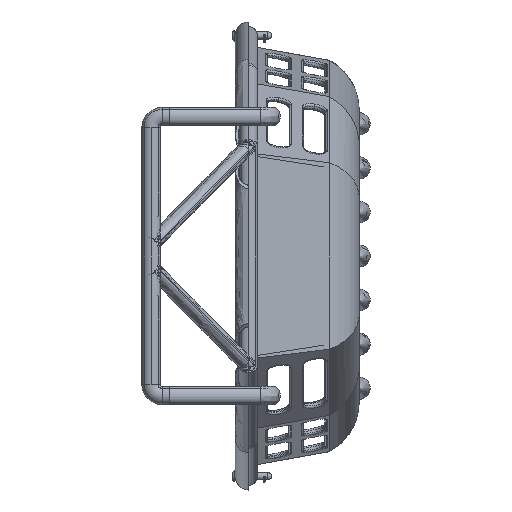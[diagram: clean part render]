
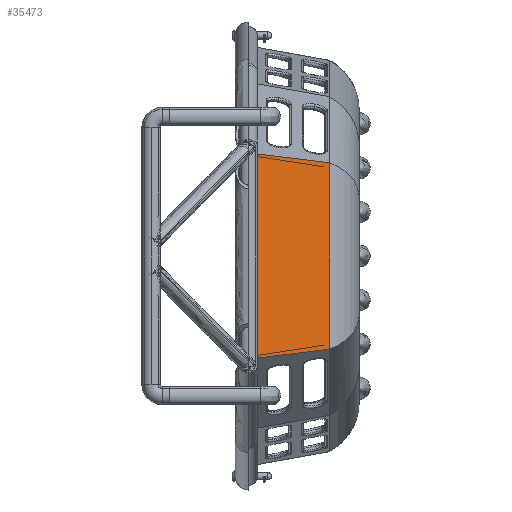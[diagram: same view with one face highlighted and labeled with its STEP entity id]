
A CAD part, left-side view. The second image highlights one B-rep face of the part: STEP entity #35473.
In plain terms, the highlighted face is planar.
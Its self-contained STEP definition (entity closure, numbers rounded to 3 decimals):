
#826 = VERTEX_POINT ( 'NONE', #70146 ) ;
#1100 = CARTESIAN_POINT ( 'NONE',  ( 1036., 0., -133.207 ) ) ;
#2605 = DIRECTION ( 'NONE',  ( -0.174, -0.977, -0.12 ) ) ;
#2839 = DIRECTION ( 'NONE',  ( 0.984, -0.176, 0. ) ) ;
#3160 = ORIENTED_EDGE ( 'NONE', *, *, #69361, .F. ) ;
#3183 = CARTESIAN_POINT ( 'NONE',  ( 1026.194, -55., -133.65 ) ) ;
#3687 = CARTESIAN_POINT ( 'NONE',  ( 1016.389, -110., 0. ) ) ;
#4945 = ORIENTED_EDGE ( 'NONE', *, *, #71398, .T. ) ;
#9091 = VECTOR ( 'NONE', #61514, 1000. ) ;
#10151 = VERTEX_POINT ( 'NONE', #1100 ) ;
#11240 = EDGE_CURVE ( 'NONE', #826, #31818, #54616, .T. ) ;
#12882 = VERTEX_POINT ( 'NONE', #53831 ) ;
#14931 = DIRECTION ( 'NONE',  ( 0., 0., -1. ) ) ;
#15572 = VECTOR ( 'NONE', #52086, 1000. ) ;
#19394 = VERTEX_POINT ( 'NONE', #48179 ) ;
#20154 = DIRECTION ( 'NONE',  ( 0., 0., 1. ) ) ;
#23561 = EDGE_CURVE ( 'NONE', #12882, #31818, #72647, .T. ) ;
#26853 = VERTEX_POINT ( 'NONE', #32180 ) ;
#29972 = DIRECTION ( 'NONE',  ( 0., 0., -1. ) ) ;
#31818 = VERTEX_POINT ( 'NONE', #63604 ) ;
#32180 = CARTESIAN_POINT ( 'NONE',  ( 1036., 0., 133.207 ) ) ;
#32548 = ORIENTED_EDGE ( 'NONE', *, *, #64350, .F. ) ;
#34325 = AXIS2_PLACEMENT_3D ( 'NONE', #36779, #2839, #2605 ) ;
#34504 = ORIENTED_EDGE ( 'NONE', *, *, #37118, .T. ) ;
#34886 = CARTESIAN_POINT ( 'NONE',  ( 1036., 0., 0. ) ) ;
#35473 = ADVANCED_FACE ( 'NONE', ( #48562 ), #64978, .T. ) ;
#36779 = CARTESIAN_POINT ( 'NONE',  ( 1036., 0., 140.385 ) ) ;
#36901 = VECTOR ( 'NONE', #14931, 1000. ) ;
#37118 = EDGE_CURVE ( 'NONE', #19394, #12882, #69820, .T. ) ;
#37121 = DIRECTION ( 'NONE',  ( -0.174, -0.977, 0.12 ) ) ;
#38050 = CARTESIAN_POINT ( 'NONE',  ( 1026.194, -55., 133.65 ) ) ;
#48179 = CARTESIAN_POINT ( 'NONE',  ( 1036., 0., 140.385 ) ) ;
#48562 = FACE_OUTER_BOUND ( 'NONE', #64769, .T. ) ;
#50201 = ORIENTED_EDGE ( 'NONE', *, *, #23561, .T. ) ;
#52054 = LINE ( 'NONE', #70777, #59202 ) ;
#52086 = DIRECTION ( 'NONE',  ( 0., 0., -1. ) ) ;
#53831 = CARTESIAN_POINT ( 'NONE',  ( 1016.389, -110., 126.916 ) ) ;
#54616 = LINE ( 'NONE', #3183, #60093 ) ;
#57558 = LINE ( 'NONE', #59152, #68330 ) ;
#59152 = CARTESIAN_POINT ( 'NONE',  ( 1036., 0., 0. ) ) ;
#59202 = VECTOR ( 'NONE', #20154, 1000. ) ;
#60093 = VECTOR ( 'NONE', #37121, 1000. ) ;
#61514 = DIRECTION ( 'NONE',  ( -0.174, -0.977, -0.12 ) ) ;
#63604 = CARTESIAN_POINT ( 'NONE',  ( 1016.389, -110., -126.916 ) ) ;
#64350 = EDGE_CURVE ( 'NONE', #19394, #26853, #70878, .T. ) ;
#64769 = EDGE_LOOP ( 'NONE', ( #34504, #50201, #70402, #4945, #3160, #32548 ) ) ;
#64978 = PLANE ( 'NONE',  #34325 ) ;
#68330 = VECTOR ( 'NONE', #29972, 1000. ) ;
#69361 = EDGE_CURVE ( 'NONE', #26853, #10151, #57558, .T. ) ;
#69820 = LINE ( 'NONE', #38050, #9091 ) ;
#70146 = CARTESIAN_POINT ( 'NONE',  ( 1036., 0., -140.385 ) ) ;
#70402 = ORIENTED_EDGE ( 'NONE', *, *, #11240, .F. ) ;
#70777 = CARTESIAN_POINT ( 'NONE',  ( 1036., 0., 140.385 ) ) ;
#70878 = LINE ( 'NONE', #34886, #15572 ) ;
#71398 = EDGE_CURVE ( 'NONE', #826, #10151, #52054, .T. ) ;
#72647 = LINE ( 'NONE', #3687, #36901 ) ;
